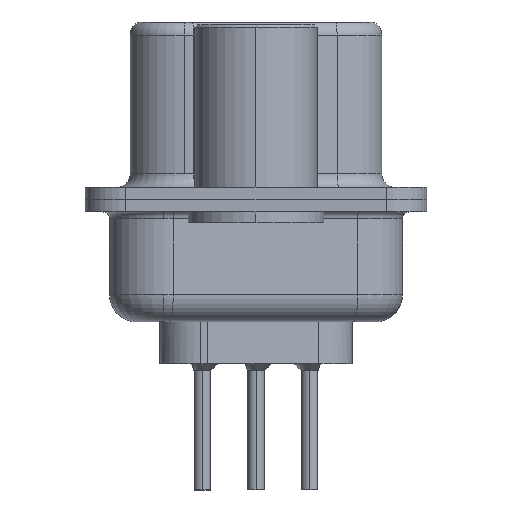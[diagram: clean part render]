
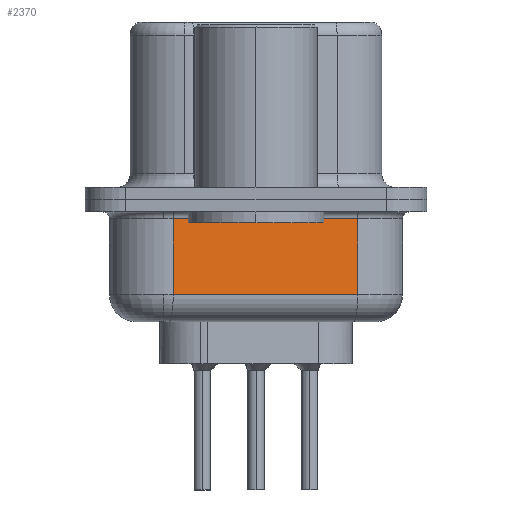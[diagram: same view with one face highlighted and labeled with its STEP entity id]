
A CAD part, left-side view. The second image highlights one B-rep face of the part: STEP entity #2370.
In plain terms, the highlighted planar face has unit normal (-0.985, -0.174, 0).
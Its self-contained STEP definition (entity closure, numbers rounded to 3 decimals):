
#213 = VECTOR ( 'NONE', #1082, 1000. ) ;
#325 = VECTOR ( 'NONE', #19175, 1000. ) ;
#1082 = DIRECTION ( 'NONE',  ( 0., 0., 1. ) ) ;
#1529 = CARTESIAN_POINT ( 'NONE',  ( 4.124, -3.747, -0.7 ) ) ;
#2370 = ADVANCED_FACE ( 'NONE', ( #11813 ), #14646, .F. ) ;
#3008 = VECTOR ( 'NONE', #4763, 1000. ) ;
#3133 = VECTOR ( 'NONE', #15355, 1000. ) ;
#3468 = DIRECTION ( 'NONE',  ( 0.985, 0.174, 0. ) ) ;
#3502 = EDGE_CURVE ( 'NONE', #11907, #5103, #23426, .T. ) ;
#4166 = CARTESIAN_POINT ( 'NONE',  ( 2.925, 3.053, -0.7 ) ) ;
#4763 = DIRECTION ( 'NONE',  ( 0.174, -0.985, 0. ) ) ;
#5103 = VERTEX_POINT ( 'NONE', #9815 ) ;
#5521 = EDGE_CURVE ( 'NONE', #5103, #15388, #10847, .T. ) ;
#7974 = CARTESIAN_POINT ( 'NONE',  ( 4.124, -3.747, -4.5 ) ) ;
#8079 = LINE ( 'NONE', #13478, #3133 ) ;
#9815 = CARTESIAN_POINT ( 'NONE',  ( 4.124, -3.747, -3.5 ) ) ;
#10420 = ORIENTED_EDGE ( 'NONE', *, *, #14163, .F. ) ;
#10847 = LINE ( 'NONE', #7974, #325 ) ;
#11813 = FACE_OUTER_BOUND ( 'NONE', #21569, .T. ) ;
#11907 = VERTEX_POINT ( 'NONE', #12566 ) ;
#12284 = ORIENTED_EDGE ( 'NONE', *, *, #14546, .T. ) ;
#12566 = CARTESIAN_POINT ( 'NONE',  ( 2.925, 3.053, -3.5 ) ) ;
#13478 = CARTESIAN_POINT ( 'NONE',  ( 2.925, 3.053, -0.7 ) ) ;
#13703 = AXIS2_PLACEMENT_3D ( 'NONE', #23933, #3468, #16526 ) ;
#14163 = EDGE_CURVE ( 'NONE', #11907, #14553, #15110, .T. ) ;
#14546 = EDGE_CURVE ( 'NONE', #15388, #14553, #8079, .T. ) ;
#14553 = VERTEX_POINT ( 'NONE', #4166 ) ;
#14646 = PLANE ( 'NONE',  #13703 ) ;
#14772 = ORIENTED_EDGE ( 'NONE', *, *, #5521, .T. ) ;
#15110 = LINE ( 'NONE', #23418, #213 ) ;
#15355 = DIRECTION ( 'NONE',  ( -0.174, 0.985, 0. ) ) ;
#15388 = VERTEX_POINT ( 'NONE', #1529 ) ;
#16041 = CARTESIAN_POINT ( 'NONE',  ( 2.925, 3.053, -3.5 ) ) ;
#16526 = DIRECTION ( 'NONE',  ( -0.174, 0.985, 0. ) ) ;
#19175 = DIRECTION ( 'NONE',  ( 0., 0., 1. ) ) ;
#21569 = EDGE_LOOP ( 'NONE', ( #10420, #23116, #14772, #12284 ) ) ;
#23116 = ORIENTED_EDGE ( 'NONE', *, *, #3502, .T. ) ;
#23418 = CARTESIAN_POINT ( 'NONE',  ( 2.925, 3.053, -4.5 ) ) ;
#23426 = LINE ( 'NONE', #16041, #3008 ) ;
#23933 = CARTESIAN_POINT ( 'NONE',  ( 2.925, 3.053, -4.5 ) ) ;
